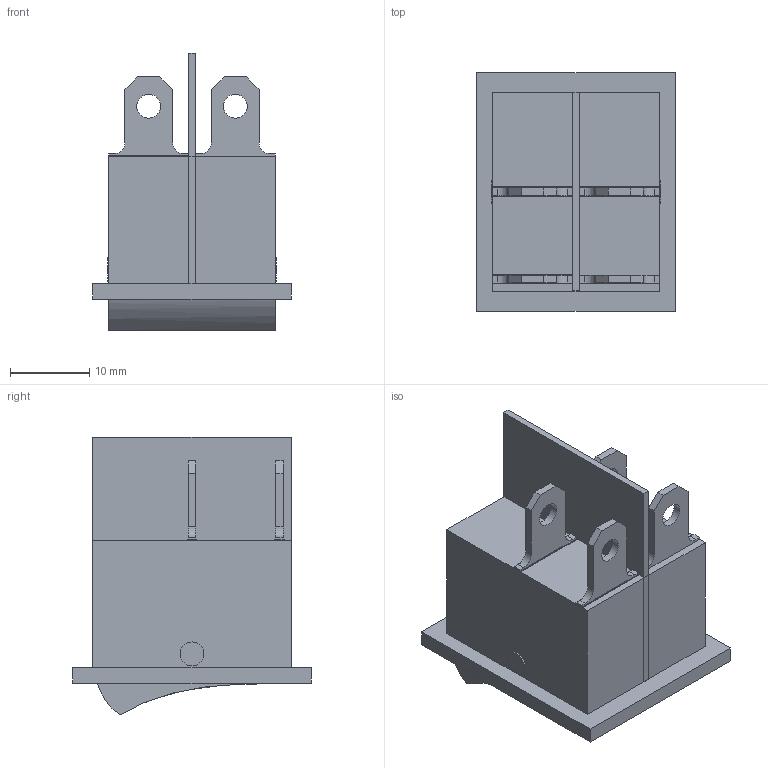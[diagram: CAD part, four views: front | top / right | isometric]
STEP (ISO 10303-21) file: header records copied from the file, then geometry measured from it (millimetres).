
FILE_DESCRIPTION(/* description */ (''),/* implementation_level */ '2;1');
FILE_NAME(/* name */ 'kcd4_ac_switcher.step',/* time_stamp */ '2021-12-25T12:45:17+02:00',/* author */ (''),/* organization */ (''),/* preprocessor_version */ 'ST-DEVELOPER v18.1',/* originating_system */ 'Autodesk Translation Framework v10.10.0.1391',/* authorisation */ '');
FILE_SCHEMA (('AUTOMOTIVE_DESIGN { 1 0 10303 214 3 1 1 }'));
Length unit declared in the file: millimetre
Products named in the file (1): AC Swithcer Red
Bounding box: 25 x 30 x 35 mm (x, y, z)
Volume: 11410.4 mm3; surface area: 7150.7 mm2
Topology: 12 solids, 12 shells, 121 faces, 291 edges, 194 vertices
Faces by surface type: plane 106, cylinder 13, bspline 2
Full cylindrical faces by diameter (mm): 3 x5
Entity records: 3633 total; most frequent: CARTESIAN_POINT 721, ORIENTED_EDGE 582, DIRECTION 553, EDGE_CURVE 291, LINE 261, VECTOR 261, VERTEX_POINT 194, AXIS2_PLACEMENT_3D 146
